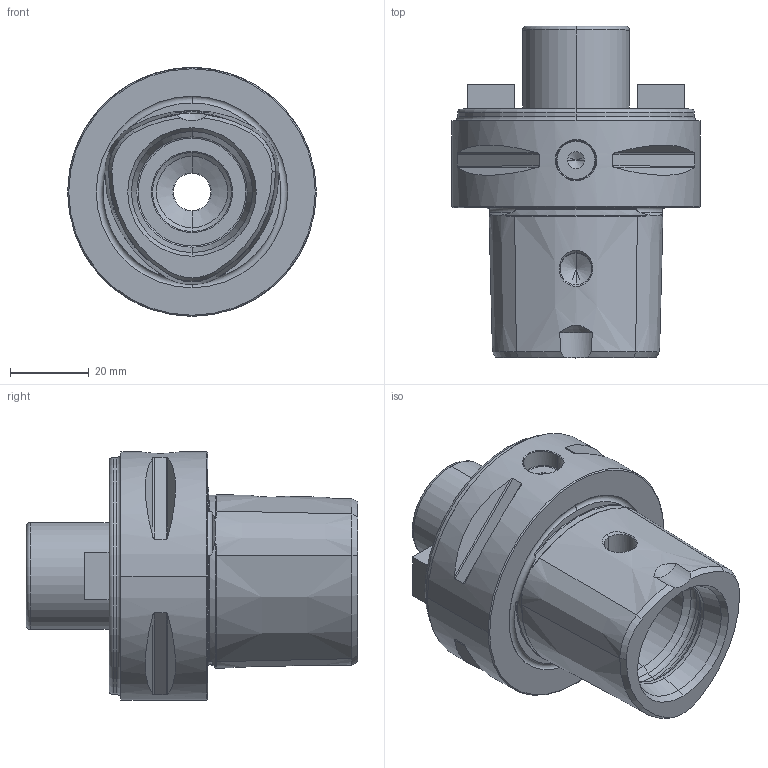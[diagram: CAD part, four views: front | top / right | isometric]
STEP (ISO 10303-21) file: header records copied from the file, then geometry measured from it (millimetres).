
FILE_DESCRIPTION((''),'2;1');
FILE_NAME('CC6-050-27','2011-09-13T',('mei'),(''),'PRO/ENGINEER BY PARAMETRIC TECHNOLOGY CORPORATION, 2010430','PRO/ENGINEER BY PARAMETRIC TECHNOLOGY CORPORATION, 2010430','');
FILE_SCHEMA(('CONFIG_CONTROL_DESIGN'));
Length unit declared in the file: millimetre
Products named in the file (1): CC6-050-27
Bounding box: 63 x 84 x 63 mm (x, y, z)
Volume: 115415.5 mm3; surface area: 25946.3 mm2
Topology: 1 solids, 3 shells, 137 faces, 326 edges, 200 vertices
Faces by surface type: cone 42, cylinder 37, plane 34, torus 22, bspline 2
Entity records: 4694 total; most frequent: CARTESIAN_POINT 1525, DIRECTION 664, ORIENTED_EDGE 634, EDGE_CURVE 322, AXIS2_PLACEMENT_3D 272, VERTEX_POINT 200, EDGE_LOOP 154, FACE_OUTER_BOUND 137
